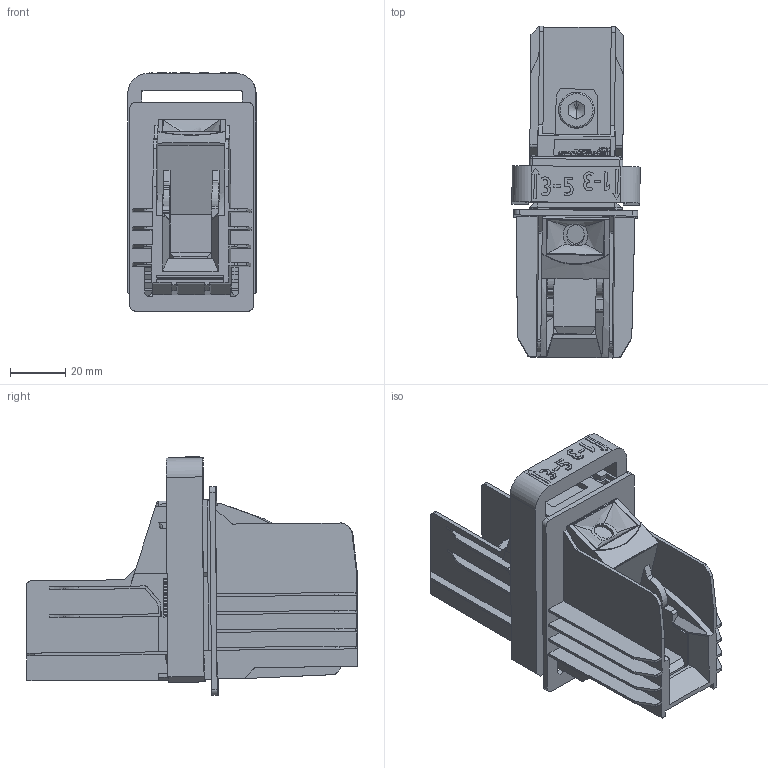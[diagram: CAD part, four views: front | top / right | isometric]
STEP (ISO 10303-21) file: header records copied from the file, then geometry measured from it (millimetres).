
FILE_DESCRIPTION(('Creo Elements/Direct Modeling STEP Export'),'2;1');
FILE_NAME('model.stp','2020-04-14T10:11:15',(''),(''),'Creo Elements/Direct Modeling STEP processor for AP214 (Solid Model)','Creo Elements/Direct Modeling 20.1A 29-Sep-2018 (C) Parametric Technology GmbH','');
FILE_SCHEMA(('AUTOMOTIVE_DESIGN { 1 0 10303 214 1 1 1 1 }'));
Length unit declared in the file: millimetre
Products named in the file (6): SCHNORR-Scheibe_Gr_8.1; schr.zyl-iskt_m8x12.1; Baugruppe_Schraube; TW95-Wendeklemmkeil.2; TW95-Kappe.1.2.1.1.1.2.1; TW95-1-CL
Assembly tree (5 placements, depth 3):
  TW95-1-CL
    TW95-Kappe.1.2.1.1.1.2.1
    TW95-Wendeklemmkeil.2
    Baugruppe_Schraube
      schr.zyl-iskt_m8x12.1
      SCHNORR-Scheibe_Gr_8.1
Bounding box: 46.63 x 120.59 x 86.58 mm (x, y, z)
Volume: 132246.1 mm3; surface area: 51441 mm2
Topology: 4 solids, 4 shells, 1269 faces, 3599 edges, 2386 vertices
Faces by surface type: plane 1028, cylinder 193, extrusion 23, cone 10, bspline 9, torus 4, sphere 2
Entity records: 54191 total; most frequent: CARTESIAN_POINT 11760, ORIENTED_EDGE 7190, DIRECTION 5952, EDGE_CURVE 3595, VECTOR 2998, LINE 2975, VERTEX_POINT 2386, AXIS2_PLACEMENT_3D 1477
